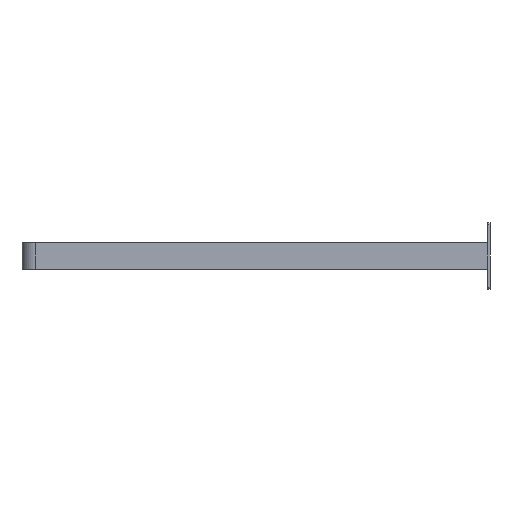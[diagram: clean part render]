
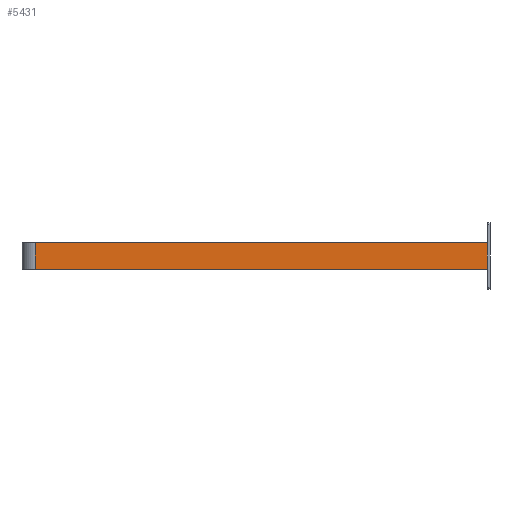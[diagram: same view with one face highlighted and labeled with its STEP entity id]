
A CAD part, left-side view. The second image highlights one B-rep face of the part: STEP entity #5431.
In plain terms, the highlighted planar face has unit normal (-1, 0, 0).
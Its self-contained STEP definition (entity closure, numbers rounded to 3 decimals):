
#63 = VERTEX_POINT ( 'NONE', #10059 ) ;
#137 = CARTESIAN_POINT ( 'NONE',  ( -300., 495., -60. ) ) ;
#332 = CARTESIAN_POINT ( 'NONE',  ( -300., -528., -55. ) ) ;
#339 = LINE ( 'NONE', #5553, #2429 ) ;
#357 = EDGE_CURVE ( 'NONE', #7708, #63, #339, .T. ) ;
#387 = PLANE ( 'NONE',  #7449 ) ;
#408 = EDGE_CURVE ( 'NONE', #11007, #12088, #5971, .T. ) ;
#585 = DIRECTION ( 'NONE',  ( 0., 0., 1. ) ) ;
#935 = EDGE_LOOP ( 'NONE', ( #6062, #9567, #2321, #4809, #1142, #5833, #7835, #12705 ) ) ;
#1142 = ORIENTED_EDGE ( 'NONE', *, *, #2371, .F. ) ;
#1308 = VECTOR ( 'NONE', #3983, 1000. ) ;
#1426 = CARTESIAN_POINT ( 'NONE',  ( -300., -525., -5. ) ) ;
#1488 = EDGE_CURVE ( 'NONE', #13341, #12088, #2608, .T. ) ;
#1730 = EDGE_CURVE ( 'NONE', #4536, #11007, #5999, .T. ) ;
#1958 = CARTESIAN_POINT ( 'NONE',  ( -300., -525., -60. ) ) ;
#2321 = ORIENTED_EDGE ( 'NONE', *, *, #10704, .T. ) ;
#2371 = EDGE_CURVE ( 'NONE', #5009, #63, #8009, .T. ) ;
#2429 = VECTOR ( 'NONE', #4622, 1000. ) ;
#2608 = LINE ( 'NONE', #6908, #6724 ) ;
#2721 = CARTESIAN_POINT ( 'NONE',  ( -300., -525., 0. ) ) ;
#3071 = LINE ( 'NONE', #11184, #11059 ) ;
#3339 = VECTOR ( 'NONE', #585, 1000. ) ;
#3615 = EDGE_CURVE ( 'NONE', #4119, #13341, #3071, .T. ) ;
#3983 = DIRECTION ( 'NONE',  ( 0., -1., 0. ) ) ;
#4119 = VERTEX_POINT ( 'NONE', #8902 ) ;
#4536 = VERTEX_POINT ( 'NONE', #137 ) ;
#4580 = DIRECTION ( 'NONE',  ( 0., 0., 1. ) ) ;
#4622 = DIRECTION ( 'NONE',  ( 0., 0., 1. ) ) ;
#4672 = CARTESIAN_POINT ( 'NONE',  ( -300., -525., -60. ) ) ;
#4809 = ORIENTED_EDGE ( 'NONE', *, *, #357, .T. ) ;
#4975 = DIRECTION ( 'NONE',  ( 0., 1., 0. ) ) ;
#5009 = VERTEX_POINT ( 'NONE', #8215 ) ;
#5431 = ADVANCED_FACE ( 'NONE', ( #5807 ), #387, .T. ) ;
#5553 = CARTESIAN_POINT ( 'NONE',  ( -300., -525., -60. ) ) ;
#5807 = FACE_OUTER_BOUND ( 'NONE', #935, .T. ) ;
#5833 = ORIENTED_EDGE ( 'NONE', *, *, #11479, .F. ) ;
#5895 = CARTESIAN_POINT ( 'NONE',  ( -300., -528., -55. ) ) ;
#5971 = LINE ( 'NONE', #2721, #1308 ) ;
#5999 = LINE ( 'NONE', #13686, #3339 ) ;
#6062 = ORIENTED_EDGE ( 'NONE', *, *, #408, .F. ) ;
#6268 = CARTESIAN_POINT ( 'NONE',  ( -300., 495., 0. ) ) ;
#6724 = VECTOR ( 'NONE', #4580, 1000. ) ;
#6908 = CARTESIAN_POINT ( 'NONE',  ( -300., -525., -60. ) ) ;
#7449 = AXIS2_PLACEMENT_3D ( 'NONE', #4672, #7923, #11384 ) ;
#7644 = DIRECTION ( 'NONE',  ( 0., 0., -1. ) ) ;
#7708 = VERTEX_POINT ( 'NONE', #1958 ) ;
#7835 = ORIENTED_EDGE ( 'NONE', *, *, #3615, .T. ) ;
#7923 = DIRECTION ( 'NONE',  ( -1., 0., 0. ) ) ;
#8009 = LINE ( 'NONE', #5895, #12840 ) ;
#8215 = CARTESIAN_POINT ( 'NONE',  ( -300., -528., -55. ) ) ;
#8902 = CARTESIAN_POINT ( 'NONE',  ( -300., -528., -5. ) ) ;
#9020 = DIRECTION ( 'NONE',  ( 0., -1., 0. ) ) ;
#9567 = ORIENTED_EDGE ( 'NONE', *, *, #1730, .F. ) ;
#10059 = CARTESIAN_POINT ( 'NONE',  ( -300., -525., -55. ) ) ;
#10272 = VECTOR ( 'NONE', #9020, 1000. ) ;
#10704 = EDGE_CURVE ( 'NONE', #4536, #7708, #10938, .T. ) ;
#10938 = LINE ( 'NONE', #12135, #10272 ) ;
#11007 = VERTEX_POINT ( 'NONE', #6268 ) ;
#11043 = DIRECTION ( 'NONE',  ( 0., 1., 0. ) ) ;
#11059 = VECTOR ( 'NONE', #11043, 1000. ) ;
#11184 = CARTESIAN_POINT ( 'NONE',  ( -300., -528., -5. ) ) ;
#11286 = CARTESIAN_POINT ( 'NONE',  ( -300., -525., 0. ) ) ;
#11384 = DIRECTION ( 'NONE',  ( 0., 0., 1. ) ) ;
#11479 = EDGE_CURVE ( 'NONE', #4119, #5009, #11972, .T. ) ;
#11972 = LINE ( 'NONE', #332, #13200 ) ;
#12088 = VERTEX_POINT ( 'NONE', #11286 ) ;
#12135 = CARTESIAN_POINT ( 'NONE',  ( -300., -525., -60. ) ) ;
#12705 = ORIENTED_EDGE ( 'NONE', *, *, #1488, .T. ) ;
#12840 = VECTOR ( 'NONE', #4975, 1000. ) ;
#13200 = VECTOR ( 'NONE', #7644, 1000. ) ;
#13341 = VERTEX_POINT ( 'NONE', #1426 ) ;
#13686 = CARTESIAN_POINT ( 'NONE',  ( -300., 495., -60. ) ) ;
